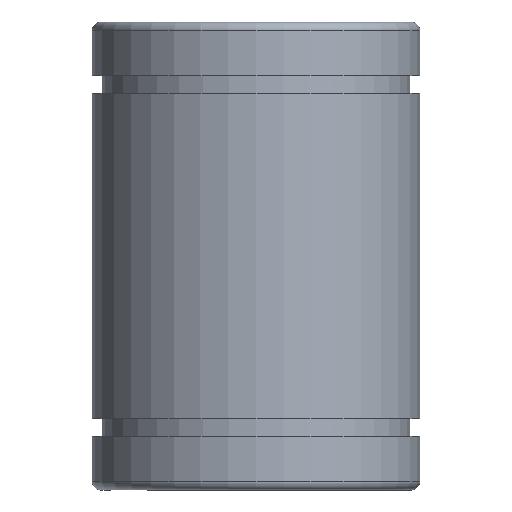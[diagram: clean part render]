
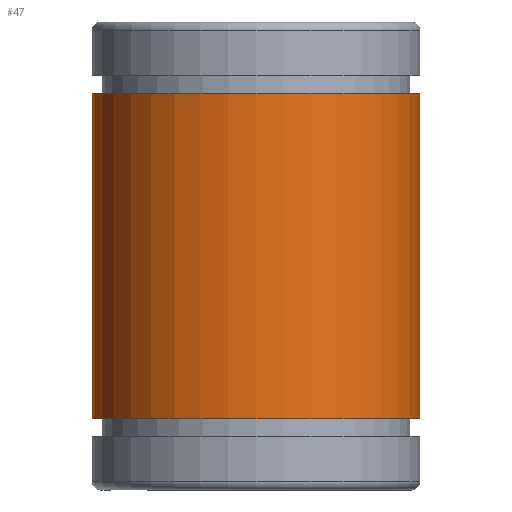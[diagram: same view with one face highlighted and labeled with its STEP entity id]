
A CAD part, left-side view. The second image highlights one B-rep face of the part: STEP entity #47.
In plain terms, the highlighted cylindrical face has radius 11.113 mm (diameter 22.225 mm), a partial arc.
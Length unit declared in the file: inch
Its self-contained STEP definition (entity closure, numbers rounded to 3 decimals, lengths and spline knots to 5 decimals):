
#17 = CARTESIAN_POINT ( 'NONE',  ( 0., 0., 0.43535 ) ) ;
#41 = VERTEX_POINT ( 'NONE', #448 ) ;
#46 = CARTESIAN_POINT ( 'NONE',  ( 0., 0.4375, 0.60205 ) ) ;
#47 = ADVANCED_FACE ( 'NONE', ( #77 ), #637, .T. ) ;
#64 = VERTEX_POINT ( 'NONE', #775 ) ;
#77 = FACE_OUTER_BOUND ( 'NONE', #99, .T. ) ;
#99 = EDGE_LOOP ( 'NONE', ( #102, #800, #564, #585 ) ) ;
#102 = ORIENTED_EDGE ( 'NONE', *, *, #684, .F. ) ;
#114 = CIRCLE ( 'NONE', #407, 0.4375 ) ;
#203 = EDGE_CURVE ( 'NONE', #645, #64, #392, .T. ) ;
#276 = LINE ( 'NONE', #722, #728 ) ;
#298 = DIRECTION ( 'NONE',  ( 0., 0., 1. ) ) ;
#312 = LINE ( 'NONE', #46, #713 ) ;
#316 = DIRECTION ( 'NONE',  ( 0., 0., 1. ) ) ;
#363 = CARTESIAN_POINT ( 'NONE',  ( 0., -0.4375, -0.43535 ) ) ;
#380 = CARTESIAN_POINT ( 'NONE',  ( 0., 0., 0.60205 ) ) ;
#392 = CIRCLE ( 'NONE', #406, 0.4375 ) ;
#395 = AXIS2_PLACEMENT_3D ( 'NONE', #380, #770, #763 ) ;
#406 = AXIS2_PLACEMENT_3D ( 'NONE', #17, #584, #727 ) ;
#407 = AXIS2_PLACEMENT_3D ( 'NONE', #697, #298, #618 ) ;
#448 = CARTESIAN_POINT ( 'NONE',  ( 0., 0.4375, -0.43535 ) ) ;
#564 = ORIENTED_EDGE ( 'NONE', *, *, #629, .T. ) ;
#584 = DIRECTION ( 'NONE',  ( 0., 0., 1. ) ) ;
#585 = ORIENTED_EDGE ( 'NONE', *, *, #203, .F. ) ;
#596 = CARTESIAN_POINT ( 'NONE',  ( 0., 0.4375, 0.43535 ) ) ;
#618 = DIRECTION ( 'NONE',  ( 0., -1., 0. ) ) ;
#629 = EDGE_CURVE ( 'NONE', #686, #64, #276, .T. ) ;
#637 = CYLINDRICAL_SURFACE ( 'NONE', #395, 0.4375 ) ;
#645 = VERTEX_POINT ( 'NONE', #596 ) ;
#679 = EDGE_CURVE ( 'NONE', #41, #686, #114, .T. ) ;
#684 = EDGE_CURVE ( 'NONE', #41, #645, #312, .T. ) ;
#686 = VERTEX_POINT ( 'NONE', #363 ) ;
#697 = CARTESIAN_POINT ( 'NONE',  ( 0., 0., -0.43535 ) ) ;
#713 = VECTOR ( 'NONE', #316, 39.37008 ) ;
#722 = CARTESIAN_POINT ( 'NONE',  ( 0., -0.4375, 0.60205 ) ) ;
#727 = DIRECTION ( 'NONE',  ( 0., -1., 0. ) ) ;
#728 = VECTOR ( 'NONE', #787, 39.37008 ) ;
#763 = DIRECTION ( 'NONE',  ( 0., -1., 0. ) ) ;
#770 = DIRECTION ( 'NONE',  ( 0., 0., 1. ) ) ;
#775 = CARTESIAN_POINT ( 'NONE',  ( 0., -0.4375, 0.43535 ) ) ;
#787 = DIRECTION ( 'NONE',  ( 0., 0., 1. ) ) ;
#800 = ORIENTED_EDGE ( 'NONE', *, *, #679, .T. ) ;
